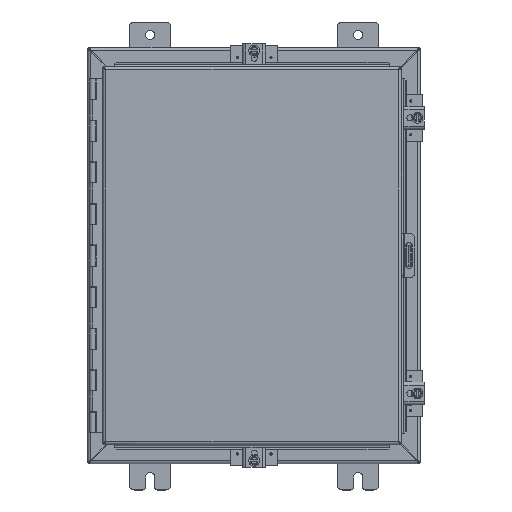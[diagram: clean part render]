
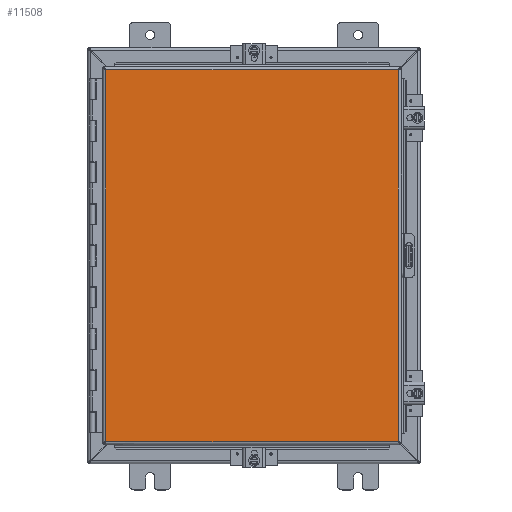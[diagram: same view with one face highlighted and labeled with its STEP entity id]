
A CAD part, top view. The second image highlights one B-rep face of the part: STEP entity #11508.
In plain terms, the highlighted face is planar.
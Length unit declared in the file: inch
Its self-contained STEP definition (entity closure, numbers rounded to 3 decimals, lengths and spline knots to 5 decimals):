
#1283=PLANE('',#12229);
#1804=FACE_OUTER_BOUND('',#2478,.T.);
#2478=EDGE_LOOP('',(#9407,#9408,#9409,#9410));
#3305=LINE('',#19380,#4310);
#3311=LINE('',#19501,#4316);
#3321=LINE('',#19654,#4326);
#3324=LINE('',#19687,#4329);
#4310=VECTOR('',#14065,14.0695);
#4316=VECTOR('',#14079,14.0695);
#4326=VECTOR('',#14101,17.882);
#4329=VECTOR('',#14110,17.882);
#5642=VERTEX_POINT('',#19371);
#5643=VERTEX_POINT('',#19379);
#5646=VERTEX_POINT('',#19449);
#5647=VERTEX_POINT('',#19493);
#6976=EDGE_CURVE('',#5643,#5642,#3305,.T.);
#6989=EDGE_CURVE('',#5646,#5647,#3311,.T.);
#7006=EDGE_CURVE('',#5642,#5646,#3321,.T.);
#7010=EDGE_CURVE('',#5647,#5643,#3324,.T.);
#9407=ORIENTED_EDGE('',*,*,#7006,.T.);
#9408=ORIENTED_EDGE('',*,*,#6989,.T.);
#9409=ORIENTED_EDGE('',*,*,#7010,.T.);
#9410=ORIENTED_EDGE('',*,*,#6976,.T.);
#11508=ADVANCED_FACE('',(#1804),#1283,.F.);
#12229=AXIS2_PLACEMENT_3D('',#19767,#14124,#14125);
#14065=DIRECTION('',(-1.,0.,0.));
#14079=DIRECTION('',(1.,0.,0.));
#14101=DIRECTION('',(0.,1.,0.));
#14110=DIRECTION('',(0.,-1.,0.));
#14124=DIRECTION('center_axis',(0.,0.,1.));
#14125=DIRECTION('ref_axis',(1.,0.,0.));
#19371=CARTESIAN_POINT('',(-7.03475,-8.941,0.));
#19379=CARTESIAN_POINT('',(7.03475,-8.941,0.));
#19380=CARTESIAN_POINT('',(3.51738,-8.941,0.));
#19449=CARTESIAN_POINT('',(-7.03475,8.941,0.));
#19493=CARTESIAN_POINT('',(7.03475,8.941,0.));
#19501=CARTESIAN_POINT('',(-3.59375,8.941,0.));
#19654=CARTESIAN_POINT('',(-7.03475,-4.4705,0.));
#19687=CARTESIAN_POINT('',(7.03475,4.4705,0.));
#19767=CARTESIAN_POINT('Origin',(0.,0.,
0.));
